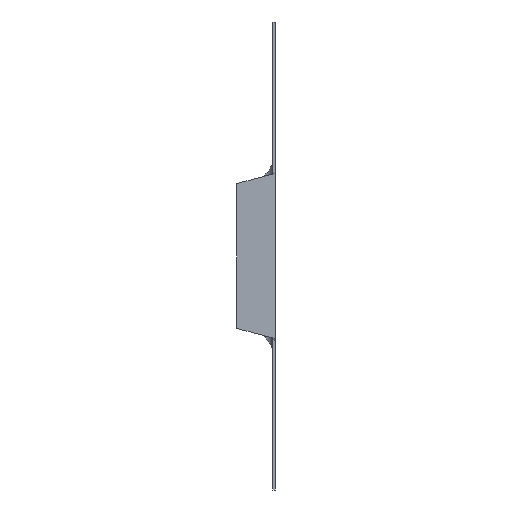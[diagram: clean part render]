
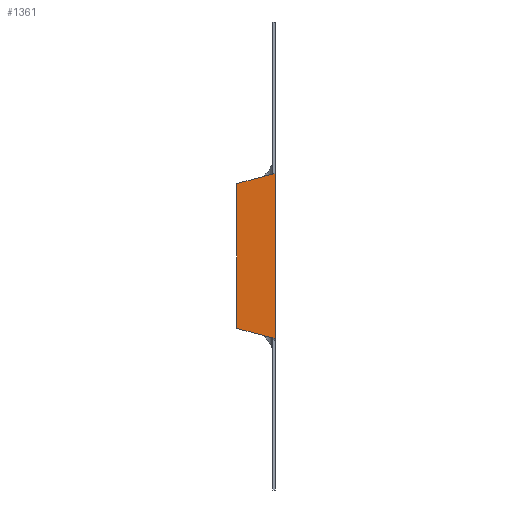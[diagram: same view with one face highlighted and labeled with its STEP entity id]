
A CAD part, front view. The second image highlights one B-rep face of the part: STEP entity #1361.
In plain terms, the highlighted planar face has unit normal (0, -1, 0).
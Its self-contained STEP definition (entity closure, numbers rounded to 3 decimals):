
#4 = EDGE_CURVE ( 'NONE', #748, #1199, #238, .T. ) ;
#15 = CARTESIAN_POINT ( 'NONE',  ( -1.337, 0., 63.435 ) ) ;
#33 = CARTESIAN_POINT ( 'NONE',  ( -1.669, 0., 63.503 ) ) ;
#90 = CARTESIAN_POINT ( 'NONE',  ( 0., 0., 131.754 ) ) ;
#154 = DIRECTION ( 'NONE',  ( 0., 0., -1. ) ) ;
#159 = VECTOR ( 'NONE', #1519, 1000. ) ;
#173 = CARTESIAN_POINT ( 'NONE',  ( 0., 0., 63.246 ) ) ;
#178 = DIRECTION ( 'NONE',  ( 0., 0., -1. ) ) ;
#238 = B_SPLINE_CURVE_WITH_KNOTS ( 'NONE', 3,
 ( #1595, #33, #15, #1179, #885, #1169 ),
 .UNSPECIFIED., .F., .F.,
 ( 4, 2, 4 ),
 ( 0.001, 0.002, 0.003 ),
 .UNSPECIFIED. ) ;
#259 = CARTESIAN_POINT ( 'NONE',  ( 2., 0., 132.5 ) ) ;
#262 = VERTEX_POINT ( 'NONE', #286 ) ;
#263 = ORIENTED_EDGE ( 'NONE', *, *, #1848, .F. ) ;
#264 = ORIENTED_EDGE ( 'NONE', *, *, #4, .T. ) ;
#286 = CARTESIAN_POINT ( 'NONE',  ( -16., 0., 67.323 ) ) ;
#313 = ORIENTED_EDGE ( 'NONE', *, *, #1115, .T. ) ;
#493 = CARTESIAN_POINT ( 'NONE',  ( -0.67, 0., 131.676 ) ) ;
#601 = ORIENTED_EDGE ( 'NONE', *, *, #1609, .F. ) ;
#631 = AXIS2_PLACEMENT_3D ( 'NONE', #1590, #1399, #1517 ) ;
#636 = VECTOR ( 'NONE', #1187, 1000. ) ;
#647 = CARTESIAN_POINT ( 'NONE',  ( 0., 0., 131.754 ) ) ;
#665 = VERTEX_POINT ( 'NONE', #90 ) ;
#696 = LINE ( 'NONE', #259, #636 ) ;
#718 = VECTOR ( 'NONE', #154, 1000. ) ;
#735 = ORIENTED_EDGE ( 'NONE', *, *, #1200, .F. ) ;
#748 = VERTEX_POINT ( 'NONE', #1172 ) ;
#781 = EDGE_LOOP ( 'NONE', ( #735, #264, #1044, #601, #263, #313 ) ) ;
#815 = CARTESIAN_POINT ( 'NONE',  ( -16., 0., 127.677 ) ) ;
#831 = CARTESIAN_POINT ( 'NONE',  ( 0., 0., 195. ) ) ;
#872 = VECTOR ( 'NONE', #178, 1000. ) ;
#885 = CARTESIAN_POINT ( 'NONE',  ( -0.335, 0., 63.28 ) ) ;
#1044 = ORIENTED_EDGE ( 'NONE', *, *, #1568, .F. ) ;
#1070 = LINE ( 'NONE', #1072, #718 ) ;
#1072 = CARTESIAN_POINT ( 'NONE',  ( -16., 0., 195. ) ) ;
#1115 = EDGE_CURVE ( 'NONE', #1496, #262, #1070, .T. ) ;
#1153 = B_SPLINE_CURVE_WITH_KNOTS ( 'NONE', 3,
 ( #1271, #1806, #1403, #493, #1538, #647 ),
 .UNSPECIFIED., .F., .F.,
 ( 4, 2, 4 ),
 ( 0.001, 0.002, 0.003 ),
 .UNSPECIFIED. ) ;
#1169 = CARTESIAN_POINT ( 'NONE',  ( 0., 0., 63.246 ) ) ;
#1172 = CARTESIAN_POINT ( 'NONE',  ( -2., 0., 63.572 ) ) ;
#1179 = CARTESIAN_POINT ( 'NONE',  ( -0.67, 0., 63.324 ) ) ;
#1187 = DIRECTION ( 'NONE',  ( 0.966, 0., 0.259 ) ) ;
#1199 = VERTEX_POINT ( 'NONE', #173 ) ;
#1200 = EDGE_CURVE ( 'NONE', #748, #262, #1375, .T. ) ;
#1204 = FACE_OUTER_BOUND ( 'NONE', #781, .T. ) ;
#1248 = VERTEX_POINT ( 'NONE', #1531 ) ;
#1271 = CARTESIAN_POINT ( 'NONE',  ( -2., 0., 131.428 ) ) ;
#1281 = LINE ( 'NONE', #831, #872 ) ;
#1361 = ADVANCED_FACE ( 'NONE', ( #1204 ), #1728, .F. ) ;
#1375 = LINE ( 'NONE', #1790, #159 ) ;
#1399 = DIRECTION ( 'NONE',  ( 0., 1., 0. ) ) ;
#1403 = CARTESIAN_POINT ( 'NONE',  ( -1.337, 0., 131.565 ) ) ;
#1496 = VERTEX_POINT ( 'NONE', #815 ) ;
#1517 = DIRECTION ( 'NONE',  ( 0., 0., 1. ) ) ;
#1519 = DIRECTION ( 'NONE',  ( -0.966, 0., 0.259 ) ) ;
#1531 = CARTESIAN_POINT ( 'NONE',  ( -2., 0., 131.428 ) ) ;
#1538 = CARTESIAN_POINT ( 'NONE',  ( -0.335, 0., 131.72 ) ) ;
#1568 = EDGE_CURVE ( 'NONE', #665, #1199, #1281, .T. ) ;
#1590 = CARTESIAN_POINT ( 'NONE',  ( -16., 0., 195. ) ) ;
#1595 = CARTESIAN_POINT ( 'NONE',  ( -2., 0., 63.572 ) ) ;
#1609 = EDGE_CURVE ( 'NONE', #1248, #665, #1153, .T. ) ;
#1728 = PLANE ( 'NONE',  #631 ) ;
#1790 = CARTESIAN_POINT ( 'NONE',  ( 2., 0., 62.5 ) ) ;
#1806 = CARTESIAN_POINT ( 'NONE',  ( -1.669, 0., 131.497 ) ) ;
#1848 = EDGE_CURVE ( 'NONE', #1496, #1248, #696, .T. ) ;
